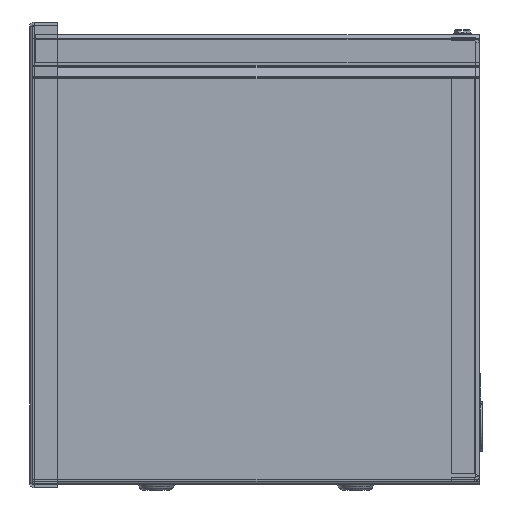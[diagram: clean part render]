
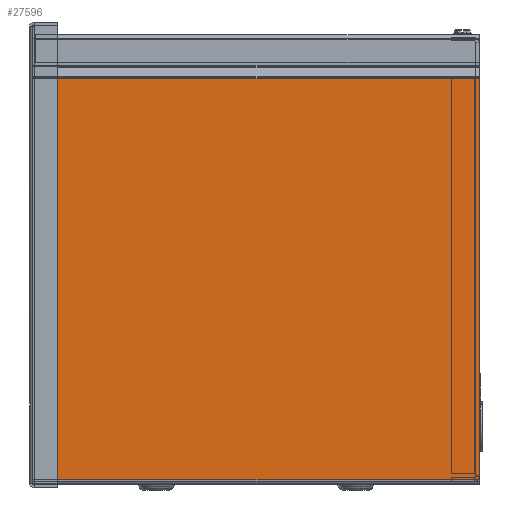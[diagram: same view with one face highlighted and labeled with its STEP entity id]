
A CAD part, left-side view. The second image highlights one B-rep face of the part: STEP entity #27596.
In plain terms, the highlighted planar face has unit normal (-1, 0, 0).
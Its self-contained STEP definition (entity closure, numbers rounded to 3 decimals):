
#1426=LINE('',#40029,#3609);
#1429=LINE('',#40035,#3612);
#1437=LINE('',#40058,#3620);
#1438=LINE('',#40062,#3621);
#3609=VECTOR('',#32284,10.063);
#3612=VECTOR('',#32289,9.048);
#3620=VECTOR('',#32321,10.063);
#3621=VECTOR('',#32328,9.048);
#5771=PLANE('',#29304);
#6796=FACE_OUTER_BOUND('',#8420,.T.);
#8420=EDGE_LOOP('',(#17954,#17955,#17956,#17957));
#11379=VERTEX_POINT('',#40017);
#11380=VERTEX_POINT('',#40021);
#11382=VERTEX_POINT('',#40033);
#11385=VERTEX_POINT('',#40057);
#13875=EDGE_CURVE('',#11379,#11380,#1426,.T.);
#13878=EDGE_CURVE('',#11382,#11380,#1429,.T.);
#13890=EDGE_CURVE('',#11382,#11385,#1437,.T.);
#13893=EDGE_CURVE('',#11379,#11385,#1438,.T.);
#17954=ORIENTED_EDGE('',*,*,#13875,.T.);
#17955=ORIENTED_EDGE('',*,*,#13878,.F.);
#17956=ORIENTED_EDGE('',*,*,#13890,.T.);
#17957=ORIENTED_EDGE('',*,*,#13893,.F.);
#27596=ADVANCED_FACE('',(#6796),#5771,.F.);
#29304=AXIS2_PLACEMENT_3D('',#40070,#32340,#32341);
#32284=DIRECTION('',(0.,1.,0.));
#32289=DIRECTION('',(0.,0.,1.));
#32321=DIRECTION('',(0.,-1.,0.));
#32328=DIRECTION('',(0.,0.,-1.));
#32340=DIRECTION('center_axis',(1.,0.,0.));
#32341=DIRECTION('ref_axis',(0.,0.,-1.));
#40017=CARTESIAN_POINT('',(-30.062,-5.031,9.154));
#40021=CARTESIAN_POINT('',(-30.062,5.031,9.154));
#40029=CARTESIAN_POINT('',(-30.062,2.516,9.154));
#40033=CARTESIAN_POINT('',(-30.063,5.031,0.105));
#40035=CARTESIAN_POINT('',(-30.063,5.031,0.105));
#40057=CARTESIAN_POINT('',(-30.063,-5.031,0.105));
#40058=CARTESIAN_POINT('',(-30.063,0.,0.105));
#40062=CARTESIAN_POINT('',(-30.063,-5.031,-0.04));
#40070=CARTESIAN_POINT('Origin',(-30.062,0.,4.604));
